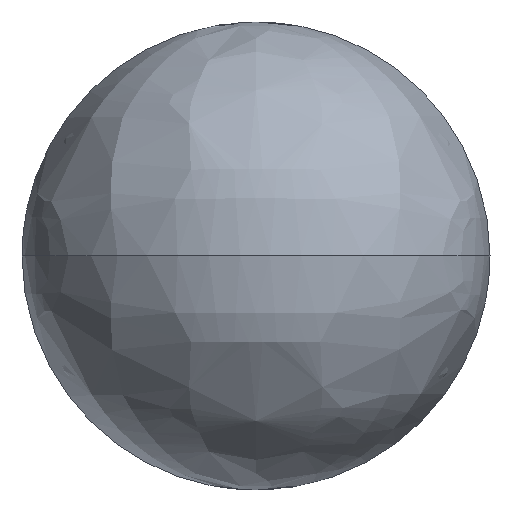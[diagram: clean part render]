
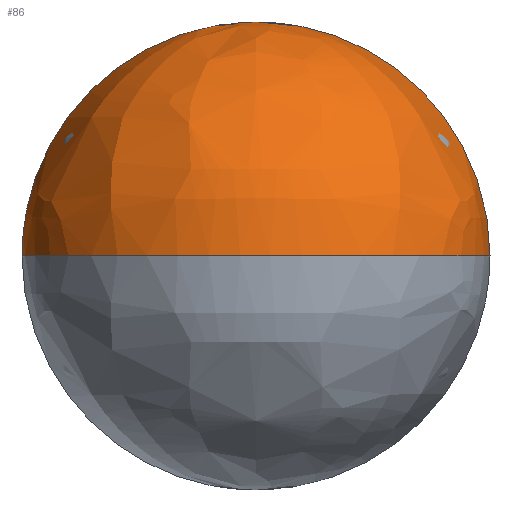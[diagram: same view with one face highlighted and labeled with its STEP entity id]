
A CAD part, top view. The second image highlights one B-rep face of the part: STEP entity #86.
In plain terms, the highlighted free-form (B-spline) face has degree [2, 2] with [5, 3] control points.
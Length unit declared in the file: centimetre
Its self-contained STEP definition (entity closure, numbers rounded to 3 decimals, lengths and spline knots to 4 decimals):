
#86=ADVANCED_FACE($,(#181),#1126,.T.);
#181=FACE_OUTER_BOUND($,#281,.T.);
#281=EDGE_LOOP($,(#575,#576,#577));
#575=ORIENTED_EDGE($,*,*,#859,.T.);
#576=ORIENTED_EDGE($,*,*,#860,.T.);
#577=ORIENTED_EDGE($,*,*,#861,.T.);
#859=EDGE_CURVE($,#1015,#1016,#1306,.T.);
#860=EDGE_CURVE($,#1016,#1017,#1307,.T.);
#861=EDGE_CURVE($,#1017,#1015,#1308,.T.);
#1015=VERTEX_POINT($,#3589);
#1016=VERTEX_POINT($,#3590);
#1017=VERTEX_POINT($,#3591);
#1126=(
BOUNDED_SURFACE()
B_SPLINE_SURFACE(2,2,((#3349,#3350,#3351),(#3352,#3353,#3354),(#3355,#3356,
#3357),(#3358,#3359,#3360),(#3361,#3362,#3363)),.UNSPECIFIED.,.F.,.F.,.F.)
B_SPLINE_SURFACE_WITH_KNOTS((3,2,3),(3,3),(0.,154.3316,308.6633),
(0.,317.3667),.UNSPECIFIED.)
GEOMETRIC_REPRESENTATION_ITEM()
RATIONAL_B_SPLINE_SURFACE(((1.,0.707,1.),(0.707,
0.5,0.707),(1.,0.707,1.),(0.707,0.5,
0.707),(1.,0.707,1.)))
REPRESENTATION_ITEM($)
SURFACE()
);
#1306=(
BOUNDED_CURVE()
B_SPLINE_CURVE(2,(#2839,#2840,#2841),.UNSPECIFIED.,.F.,.F.)
B_SPLINE_CURVE_WITH_KNOTS((3,3),(0.,317.3667),.UNSPECIFIED.)
CURVE()
GEOMETRIC_REPRESENTATION_ITEM()
RATIONAL_B_SPLINE_CURVE((1.,0.707,1.))
REPRESENTATION_ITEM($)
);
#1307=(
BOUNDED_CURVE()
B_SPLINE_CURVE(2,(#2842,#2843,#2844,#2845,#2846),.UNSPECIFIED.,.F.,.F.)
B_SPLINE_CURVE_WITH_KNOTS((3,2,3),(-308.6633,-154.3316,0.),
.UNSPECIFIED.)
CURVE()
GEOMETRIC_REPRESENTATION_ITEM()
RATIONAL_B_SPLINE_CURVE((1.,0.707,1.,0.707,1.))
REPRESENTATION_ITEM($)
);
#1308=(
BOUNDED_CURVE()
B_SPLINE_CURVE(2,(#2847,#2848,#2849),.UNSPECIFIED.,.F.,.F.)
B_SPLINE_CURVE_WITH_KNOTS((3,3),(-317.3667,0.),.UNSPECIFIED.)
CURVE()
GEOMETRIC_REPRESENTATION_ITEM()
RATIONAL_B_SPLINE_CURVE((1.,0.707,1.))
REPRESENTATION_ITEM($)
);
#2839=CARTESIAN_POINT($,(0.,210.,1674.5905));
#2840=CARTESIAN_POINT($,(-210.,210.,1674.5905));
#2841=CARTESIAN_POINT($,(-210.,0.,1674.5905));
#2842=CARTESIAN_POINT($,(-210.,0.,1674.5905));
#2843=CARTESIAN_POINT($,(-210.,0.,1884.5905));
#2844=CARTESIAN_POINT($,(0.,0.,1884.5905));
#2845=CARTESIAN_POINT($,(210.,0.,1884.5905));
#2846=CARTESIAN_POINT($,(210.,0.,1674.5905));
#2847=CARTESIAN_POINT($,(210.,0.,1674.5905));
#2848=CARTESIAN_POINT($,(210.,210.,1674.5905));
#2849=CARTESIAN_POINT($,(0.,210.,1674.5905));
#3349=CARTESIAN_POINT($,(0.,210.,1674.5905));
#3350=CARTESIAN_POINT($,(210.,210.,1674.5905));
#3351=CARTESIAN_POINT($,(210.,0.,1674.5905));
#3352=CARTESIAN_POINT($,(0.,210.,1674.5905));
#3353=CARTESIAN_POINT($,(210.,210.,1884.5905));
#3354=CARTESIAN_POINT($,(210.,0.,1884.5905));
#3355=CARTESIAN_POINT($,(0.,210.,1674.5905));
#3356=CARTESIAN_POINT($,(0.,210.,1884.5905));
#3357=CARTESIAN_POINT($,(0.,0.,1884.5905));
#3358=CARTESIAN_POINT($,(0.,210.,1674.5905));
#3359=CARTESIAN_POINT($,(-210.,210.,1884.5905));
#3360=CARTESIAN_POINT($,(-210.,0.,1884.5905));
#3361=CARTESIAN_POINT($,(0.,210.,1674.5905));
#3362=CARTESIAN_POINT($,(-210.,210.,1674.5905));
#3363=CARTESIAN_POINT($,(-210.,0.,1674.5905));
#3589=CARTESIAN_POINT($,(0.,210.,1674.5905));
#3590=CARTESIAN_POINT($,(-210.,0.,1674.5905));
#3591=CARTESIAN_POINT($,(210.,0.,1674.5905));
